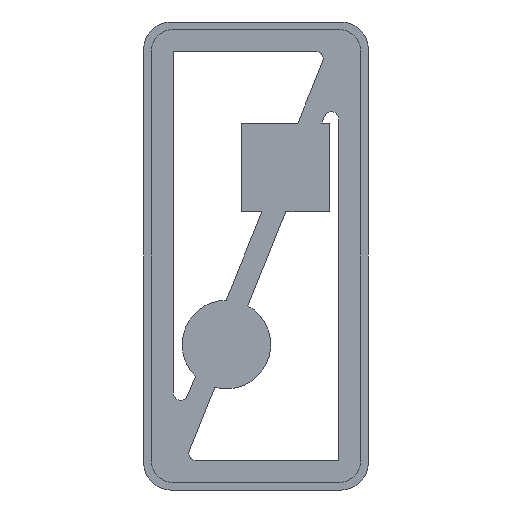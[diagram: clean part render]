
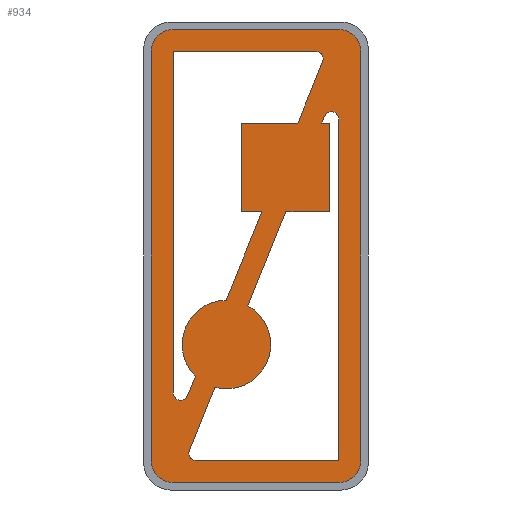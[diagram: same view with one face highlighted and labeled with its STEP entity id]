
A CAD part, front view. The second image highlights one B-rep face of the part: STEP entity #934.
In plain terms, the highlighted planar face has unit normal (0, -1, 0).
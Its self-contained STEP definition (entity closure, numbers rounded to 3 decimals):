
#19=FACE_BOUND('',#125,.T.);
#20=FACE_BOUND('',#126,.T.);
#32=PLANE('',#1025);
#72=FACE_OUTER_BOUND('',#124,.T.);
#124=EDGE_LOOP('',(#717,#718,#719,#720,#721,#722,#723,#724));
#125=EDGE_LOOP('',(#725,#726,#727,#728,#729,#730,#731,#732,#733,#734,#735));
#126=EDGE_LOOP('',(#736,#737,#738,#739,#740,#741,#742,#743,#744,#745,#746));
#163=LINE('',#1372,#257);
#168=LINE('',#1387,#262);
#173=LINE('',#1402,#267);
#178=LINE('',#1417,#272);
#181=LINE('',#1434,#275);
#183=LINE('',#1446,#277);
#185=LINE('',#1458,#279);
#187=LINE('',#1467,#281);
#201=LINE('',#1495,#295);
#202=LINE('',#1497,#296);
#203=LINE('',#1499,#297);
#204=LINE('',#1501,#298);
#205=LINE('',#1503,#299);
#206=LINE('',#1505,#300);
#207=LINE('',#1509,#301);
#208=LINE('',#1511,#302);
#209=LINE('',#1513,#303);
#210=LINE('',#1514,#304);
#211=LINE('',#1515,#305);
#212=LINE('',#1517,#306);
#257=VECTOR('',#1088,10.);
#262=VECTOR('',#1101,10.);
#267=VECTOR('',#1114,10.);
#272=VECTOR('',#1127,10.);
#275=VECTOR('',#1144,10.);
#277=VECTOR('',#1158,10.);
#279=VECTOR('',#1172,10.);
#281=VECTOR('',#1184,10.);
#295=VECTOR('',#1206,10.);
#296=VECTOR('',#1207,10.);
#297=VECTOR('',#1208,10.);
#298=VECTOR('',#1209,10.);
#299=VECTOR('',#1210,10.);
#300=VECTOR('',#1211,10.);
#301=VECTOR('',#1214,10.);
#302=VECTOR('',#1215,10.);
#303=VECTOR('',#1216,10.);
#304=VECTOR('',#1217,10.);
#305=VECTOR('',#1218,10.);
#306=VECTOR('',#1219,10.);
#349=CIRCLE('',#983,0.5);
#351=CIRCLE('',#987,0.5);
#353=CIRCLE('',#991,0.5);
#355=CIRCLE('',#995,0.5);
#360=CIRCLE('',#1002,1.8);
#364=CIRCLE('',#1008,1.8);
#368=CIRCLE('',#1014,1.8);
#372=CIRCLE('',#1020,1.8);
#375=CIRCLE('',#1026,3.);
#376=CIRCLE('',#1027,3.);
#393=VERTEX_POINT('',#1362);
#394=VERTEX_POINT('',#1363);
#397=VERTEX_POINT('',#1371);
#399=VERTEX_POINT('',#1377);
#400=VERTEX_POINT('',#1378);
#403=VERTEX_POINT('',#1386);
#405=VERTEX_POINT('',#1392);
#406=VERTEX_POINT('',#1393);
#409=VERTEX_POINT('',#1401);
#411=VERTEX_POINT('',#1407);
#412=VERTEX_POINT('',#1408);
#415=VERTEX_POINT('',#1416);
#417=VERTEX_POINT('',#1422);
#420=VERTEX_POINT('',#1427);
#422=VERTEX_POINT('',#1432);
#424=VERTEX_POINT('',#1439);
#426=VERTEX_POINT('',#1444);
#428=VERTEX_POINT('',#1451);
#430=VERTEX_POINT('',#1456);
#432=VERTEX_POINT('',#1463);
#443=VERTEX_POINT('',#1496);
#444=VERTEX_POINT('',#1498);
#445=VERTEX_POINT('',#1500);
#446=VERTEX_POINT('',#1502);
#447=VERTEX_POINT('',#1504);
#448=VERTEX_POINT('',#1507);
#449=VERTEX_POINT('',#1508);
#450=VERTEX_POINT('',#1510);
#451=VERTEX_POINT('',#1512);
#452=VERTEX_POINT('',#1516);
#485=EDGE_CURVE('',#393,#394,#349,.T.);
#489=EDGE_CURVE('',#394,#397,#163,.T.);
#492=EDGE_CURVE('',#399,#400,#351,.T.);
#496=EDGE_CURVE('',#400,#403,#168,.T.);
#499=EDGE_CURVE('',#405,#406,#353,.T.);
#503=EDGE_CURVE('',#406,#409,#173,.T.);
#506=EDGE_CURVE('',#411,#412,#355,.T.);
#510=EDGE_CURVE('',#412,#415,#178,.T.);
#516=EDGE_CURVE('',#420,#417,#360,.T.);
#518=EDGE_CURVE('',#420,#422,#181,.T.);
#522=EDGE_CURVE('',#424,#422,#364,.T.);
#524=EDGE_CURVE('',#424,#426,#183,.T.);
#528=EDGE_CURVE('',#428,#426,#368,.T.);
#530=EDGE_CURVE('',#428,#430,#185,.T.);
#534=EDGE_CURVE('',#432,#430,#372,.T.);
#535=EDGE_CURVE('',#432,#417,#187,.T.);
#551=EDGE_CURVE('',#397,#405,#201,.T.);
#552=EDGE_CURVE('',#443,#393,#202,.T.);
#553=EDGE_CURVE('',#444,#443,#203,.T.);
#554=EDGE_CURVE('',#445,#444,#204,.T.);
#555=EDGE_CURVE('',#446,#445,#205,.T.);
#556=EDGE_CURVE('',#447,#446,#206,.T.);
#557=EDGE_CURVE('',#409,#447,#375,.T.);
#558=EDGE_CURVE('',#448,#449,#207,.T.);
#559=EDGE_CURVE('',#450,#448,#208,.T.);
#560=EDGE_CURVE('',#451,#450,#209,.T.);
#561=EDGE_CURVE('',#403,#451,#210,.T.);
#562=EDGE_CURVE('',#415,#399,#211,.T.);
#563=EDGE_CURVE('',#452,#411,#212,.T.);
#564=EDGE_CURVE('',#449,#452,#376,.T.);
#717=ORIENTED_EDGE('',*,*,#522,.F.);
#718=ORIENTED_EDGE('',*,*,#524,.T.);
#719=ORIENTED_EDGE('',*,*,#528,.F.);
#720=ORIENTED_EDGE('',*,*,#530,.T.);
#721=ORIENTED_EDGE('',*,*,#534,.F.);
#722=ORIENTED_EDGE('',*,*,#535,.T.);
#723=ORIENTED_EDGE('',*,*,#516,.F.);
#724=ORIENTED_EDGE('',*,*,#518,.T.);
#725=ORIENTED_EDGE('',*,*,#551,.F.);
#726=ORIENTED_EDGE('',*,*,#489,.F.);
#727=ORIENTED_EDGE('',*,*,#485,.F.);
#728=ORIENTED_EDGE('',*,*,#552,.F.);
#729=ORIENTED_EDGE('',*,*,#553,.F.);
#730=ORIENTED_EDGE('',*,*,#554,.F.);
#731=ORIENTED_EDGE('',*,*,#555,.F.);
#732=ORIENTED_EDGE('',*,*,#556,.F.);
#733=ORIENTED_EDGE('',*,*,#557,.F.);
#734=ORIENTED_EDGE('',*,*,#503,.F.);
#735=ORIENTED_EDGE('',*,*,#499,.F.);
#736=ORIENTED_EDGE('',*,*,#558,.F.);
#737=ORIENTED_EDGE('',*,*,#559,.F.);
#738=ORIENTED_EDGE('',*,*,#560,.F.);
#739=ORIENTED_EDGE('',*,*,#561,.F.);
#740=ORIENTED_EDGE('',*,*,#496,.F.);
#741=ORIENTED_EDGE('',*,*,#492,.F.);
#742=ORIENTED_EDGE('',*,*,#562,.F.);
#743=ORIENTED_EDGE('',*,*,#510,.F.);
#744=ORIENTED_EDGE('',*,*,#506,.F.);
#745=ORIENTED_EDGE('',*,*,#563,.F.);
#746=ORIENTED_EDGE('',*,*,#564,.F.);
#934=ADVANCED_FACE('',(#72,#19,#20),#32,.F.);
#983=AXIS2_PLACEMENT_3D('',#1364,#1080,#1081);
#987=AXIS2_PLACEMENT_3D('',#1379,#1093,#1094);
#991=AXIS2_PLACEMENT_3D('',#1394,#1106,#1107);
#995=AXIS2_PLACEMENT_3D('',#1409,#1119,#1120);
#1002=AXIS2_PLACEMENT_3D('',#1429,#1138,#1139);
#1008=AXIS2_PLACEMENT_3D('',#1441,#1152,#1153);
#1014=AXIS2_PLACEMENT_3D('',#1453,#1166,#1167);
#1020=AXIS2_PLACEMENT_3D('',#1465,#1180,#1181);
#1025=AXIS2_PLACEMENT_3D('',#1494,#1204,#1205);
#1026=AXIS2_PLACEMENT_3D('',#1506,#1212,#1213);
#1027=AXIS2_PLACEMENT_3D('',#1518,#1220,#1221);
#1080=DIRECTION('center_axis',(0.,-1.,0.));
#1081=DIRECTION('ref_axis',(0.829,0.,0.559));
#1088=DIRECTION('',(-1.,0.,0.));
#1093=DIRECTION('center_axis',(0.,-1.,0.));
#1094=DIRECTION('ref_axis',(0.191,0.,0.982));
#1101=DIRECTION('',(-0.375,0.,-0.927));
#1106=DIRECTION('center_axis',(0.,-1.,0.));
#1107=DIRECTION('ref_axis',(-0.191,0.,-0.982));
#1114=DIRECTION('',(0.375,0.,0.927));
#1119=DIRECTION('center_axis',(0.,-1.,0.));
#1120=DIRECTION('ref_axis',(-0.829,0.,-0.559));
#1127=DIRECTION('',(1.,0.,0.));
#1138=DIRECTION('center_axis',(0.,1.,0.));
#1139=DIRECTION('ref_axis',(-0.707,0.,0.707));
#1144=DIRECTION('',(0.,0.,-1.));
#1152=DIRECTION('center_axis',(0.,1.,0.));
#1153=DIRECTION('ref_axis',(-0.707,0.,-0.707));
#1158=DIRECTION('',(1.,0.,0.));
#1166=DIRECTION('center_axis',(0.,1.,0.));
#1167=DIRECTION('ref_axis',(0.707,0.,-0.707));
#1172=DIRECTION('',(0.,0.,1.));
#1180=DIRECTION('center_axis',(0.,1.,0.));
#1181=DIRECTION('ref_axis',(0.707,0.,0.707));
#1184=DIRECTION('',(-1.,0.,0.));
#1204=DIRECTION('center_axis',(0.,1.,0.));
#1205=DIRECTION('ref_axis',(1.,0.,0.));
#1206=DIRECTION('',(0.,0.,-1.));
#1207=DIRECTION('',(0.375,0.,0.927));
#1208=DIRECTION('',(1.,0.,0.));
#1209=DIRECTION('',(0.,0.,1.));
#1210=DIRECTION('',(-1.,0.,0.));
#1211=DIRECTION('',(0.375,0.,0.927));
#1212=DIRECTION('center_axis',(0.,1.,0.));
#1213=DIRECTION('ref_axis',(1.,0.,0.));
#1214=DIRECTION('',(-0.375,0.,-0.927));
#1215=DIRECTION('',(-1.,0.,0.));
#1216=DIRECTION('',(0.,0.,-1.));
#1217=DIRECTION('',(1.,0.,0.));
#1218=DIRECTION('',(0.,0.,1.));
#1219=DIRECTION('',(-0.375,0.,-0.927));
#1220=DIRECTION('center_axis',(0.,1.,0.));
#1221=DIRECTION('ref_axis',(1.,0.,0.));
#1362=CARTESIAN_POINT('',(4.513,0.,13.163));
#1363=CARTESIAN_POINT('',(4.05,0.,13.85));
#1364=CARTESIAN_POINT('Origin',(4.05,0.,13.35));
#1371=CARTESIAN_POINT('',(-5.6,0.,13.85));
#1372=CARTESIAN_POINT('',(5.6,0.,13.85));
#1377=CARTESIAN_POINT('',(5.6,0.,9.279));
#1378=CARTESIAN_POINT('',(4.636,0.,9.466));
#1379=CARTESIAN_POINT('Origin',(5.1,0.,9.279));
#1386=CARTESIAN_POINT('',(4.448,0.,9.));
#1387=CARTESIAN_POINT('',(-4.905,0.,-14.131));
#1392=CARTESIAN_POINT('',(-5.6,0.,-9.279));
#1393=CARTESIAN_POINT('',(-4.636,0.,-9.466));
#1394=CARTESIAN_POINT('Origin',(-5.1,0.,-9.279));
#1401=CARTESIAN_POINT('',(-4.101,0.,-8.142));
#1402=CARTESIAN_POINT('',(-6.295,0.,-13.569));
#1407=CARTESIAN_POINT('',(-4.513,0.,-13.163));
#1408=CARTESIAN_POINT('',(-4.05,0.,-13.85));
#1409=CARTESIAN_POINT('Origin',(-4.05,0.,-13.35));
#1416=CARTESIAN_POINT('',(5.6,0.,-13.85));
#1417=CARTESIAN_POINT('',(-5.6,0.,-13.85));
#1422=CARTESIAN_POINT('',(-5.8,0.,15.85));
#1427=CARTESIAN_POINT('',(-7.6,0.,14.05));
#1429=CARTESIAN_POINT('Origin',(-5.8,0.,14.05));
#1432=CARTESIAN_POINT('',(-7.6,0.,-14.05));
#1434=CARTESIAN_POINT('',(-7.6,0.,15.85));
#1439=CARTESIAN_POINT('',(-5.8,0.,-15.85));
#1441=CARTESIAN_POINT('Origin',(-5.8,0.,-14.05));
#1444=CARTESIAN_POINT('',(5.8,0.,-15.85));
#1446=CARTESIAN_POINT('',(-7.6,0.,-15.85));
#1451=CARTESIAN_POINT('',(7.6,0.,-14.05));
#1453=CARTESIAN_POINT('Origin',(5.8,0.,-14.05));
#1456=CARTESIAN_POINT('',(7.6,0.,14.05));
#1458=CARTESIAN_POINT('',(7.6,0.,-15.85));
#1463=CARTESIAN_POINT('',(5.8,0.,15.85));
#1465=CARTESIAN_POINT('Origin',(5.8,0.,14.05));
#1467=CARTESIAN_POINT('',(7.6,0.,15.85));
#1494=CARTESIAN_POINT('Origin',(0.,0.,0.));
#1495=CARTESIAN_POINT('',(-5.6,0.,1.));
#1496=CARTESIAN_POINT('',(2.83,0.,9.));
#1497=CARTESIAN_POINT('',(-6.295,0.,-13.569));
#1498=CARTESIAN_POINT('',(-1.,0.,9.));
#1499=CARTESIAN_POINT('',(-1.,0.,9.));
#1500=CARTESIAN_POINT('',(-1.,0.,3.));
#1501=CARTESIAN_POINT('',(-1.,0.,3.));
#1502=CARTESIAN_POINT('',(0.404,0.,3.));
#1503=CARTESIAN_POINT('',(5.,0.,3.));
#1504=CARTESIAN_POINT('',(-2.022,0.,-3.));
#1505=CARTESIAN_POINT('',(-6.295,0.,-13.569));
#1506=CARTESIAN_POINT('Origin',(-2.,0.,-6.));
#1507=CARTESIAN_POINT('',(2.022,0.,3.));
#1508=CARTESIAN_POINT('',(-0.554,0.,-3.371));
#1509=CARTESIAN_POINT('',(-4.905,0.,-14.131));
#1510=CARTESIAN_POINT('',(5.,0.,3.));
#1511=CARTESIAN_POINT('',(5.,0.,3.));
#1512=CARTESIAN_POINT('',(5.,0.,9.));
#1513=CARTESIAN_POINT('',(5.,0.,9.));
#1514=CARTESIAN_POINT('',(-1.,0.,9.));
#1515=CARTESIAN_POINT('',(5.6,0.,-13.85));
#1516=CARTESIAN_POINT('',(-2.787,0.,-8.895));
#1517=CARTESIAN_POINT('',(-4.905,0.,-14.131));
#1518=CARTESIAN_POINT('Origin',(-2.,0.,-6.));
